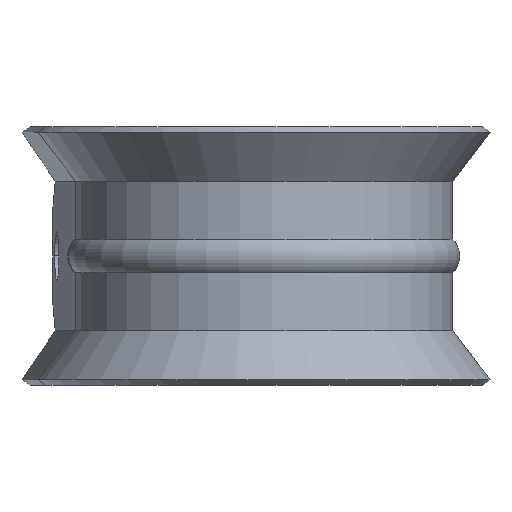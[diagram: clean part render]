
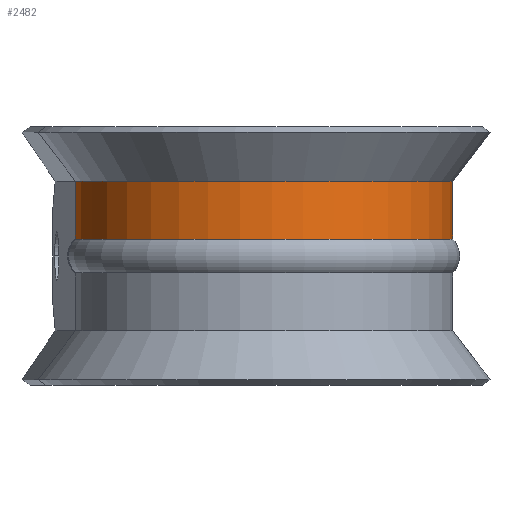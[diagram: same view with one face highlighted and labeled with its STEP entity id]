
A CAD part, front view. The second image highlights one B-rep face of the part: STEP entity #2482.
In plain terms, the highlighted cylindrical face has radius 26.75 mm (diameter 53.5 mm), a partial arc.
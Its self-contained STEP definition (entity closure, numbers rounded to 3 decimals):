
#48 = VERTEX_POINT ( 'NONE', #601 ) ;
#56 = AXIS2_PLACEMENT_3D ( 'NONE', #632, #1897, #849 ) ;
#129 = FACE_OUTER_BOUND ( 'NONE', #2603, .T. ) ;
#191 = CARTESIAN_POINT ( 'NONE',  ( -53.405, -93.503, -10.6 ) ) ;
#386 = VERTEX_POINT ( 'NONE', #1514 ) ;
#420 = LINE ( 'NONE', #1570, #2279 ) ;
#481 = CARTESIAN_POINT ( 'NONE',  ( -26.75, -91.25, 10.6 ) ) ;
#538 = CARTESIAN_POINT ( 'NONE',  ( -53.405, -93.503, 10.6 ) ) ;
#601 = CARTESIAN_POINT ( 'NONE',  ( 0., -91.25, 2.4 ) ) ;
#632 = CARTESIAN_POINT ( 'NONE',  ( -26.75, -91.25, 0. ) ) ;
#715 = DIRECTION ( 'NONE',  ( -1., 0., 0. ) ) ;
#776 = AXIS2_PLACEMENT_3D ( 'NONE', #1834, #1820, #715 ) ;
#849 = DIRECTION ( 'NONE',  ( -1., 0., 0. ) ) ;
#965 = AXIS2_PLACEMENT_3D ( 'NONE', #481, #2669, #2014 ) ;
#1118 = EDGE_CURVE ( 'NONE', #48, #2361, #1278, .T. ) ;
#1278 = CIRCLE ( 'NONE', #776, 26.75 ) ;
#1354 = VECTOR ( 'NONE', #2334, 1000. ) ;
#1514 = CARTESIAN_POINT ( 'NONE',  ( 0., -91.25, 10.6 ) ) ;
#1570 = CARTESIAN_POINT ( 'NONE',  ( 0., -91.25, -10.6 ) ) ;
#1592 = EDGE_CURVE ( 'NONE', #386, #2241, #2276, .T. ) ;
#1820 = DIRECTION ( 'NONE',  ( 0., 0., -1. ) ) ;
#1831 = EDGE_CURVE ( 'NONE', #386, #48, #420, .T. ) ;
#1834 = CARTESIAN_POINT ( 'NONE',  ( -26.75, -91.25, 2.4 ) ) ;
#1897 = DIRECTION ( 'NONE',  ( 0., 0., -1. ) ) ;
#1955 = ORIENTED_EDGE ( 'NONE', *, *, #1831, .F. ) ;
#2014 = DIRECTION ( 'NONE',  ( -1., 0., 0. ) ) ;
#2108 = CARTESIAN_POINT ( 'NONE',  ( -53.405, -93.503, 2.4 ) ) ;
#2143 = LINE ( 'NONE', #191, #1354 ) ;
#2202 = ORIENTED_EDGE ( 'NONE', *, *, #1118, .F. ) ;
#2234 = ORIENTED_EDGE ( 'NONE', *, *, #1592, .T. ) ;
#2241 = VERTEX_POINT ( 'NONE', #538 ) ;
#2265 = ORIENTED_EDGE ( 'NONE', *, *, #2813, .T. ) ;
#2276 = CIRCLE ( 'NONE', #965, 26.75 ) ;
#2279 = VECTOR ( 'NONE', #2650, 1000. ) ;
#2334 = DIRECTION ( 'NONE',  ( 0., 0., -1. ) ) ;
#2361 = VERTEX_POINT ( 'NONE', #2108 ) ;
#2482 = ADVANCED_FACE ( 'NONE', ( #129 ), #2807, .T. ) ;
#2603 = EDGE_LOOP ( 'NONE', ( #2202, #1955, #2234, #2265 ) ) ;
#2650 = DIRECTION ( 'NONE',  ( 0., 0., -1. ) ) ;
#2669 = DIRECTION ( 'NONE',  ( 0., 0., -1. ) ) ;
#2807 = CYLINDRICAL_SURFACE ( 'NONE', #56, 26.75 ) ;
#2813 = EDGE_CURVE ( 'NONE', #2241, #2361, #2143, .T. ) ;
